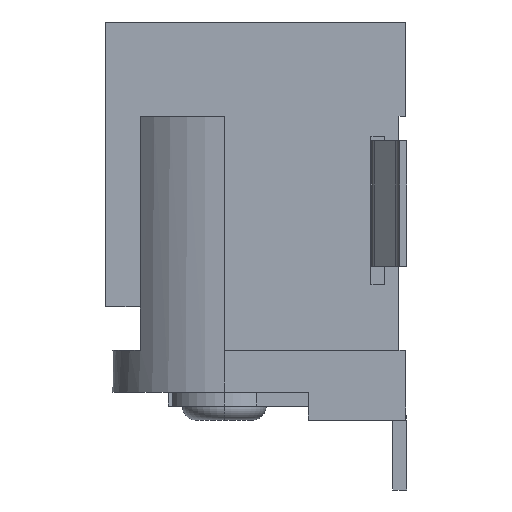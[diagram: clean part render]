
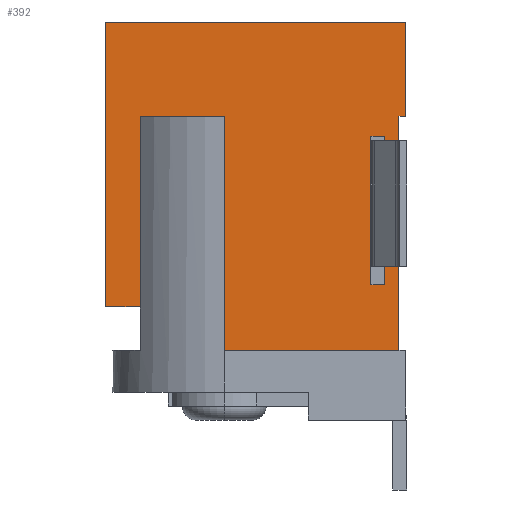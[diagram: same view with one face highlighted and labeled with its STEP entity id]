
A CAD part, left-side view. The second image highlights one B-rep face of the part: STEP entity #392.
In plain terms, the highlighted planar face has unit normal (-1, 0, 0).
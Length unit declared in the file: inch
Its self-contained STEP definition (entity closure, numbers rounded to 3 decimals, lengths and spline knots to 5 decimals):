
#32 = DIRECTION ( 'NONE',  ( 0., -1., 0. ) ) ;
#40 = VERTEX_POINT ( 'NONE', #3936 ) ;
#51 = VECTOR ( 'NONE', #1550, 39.37008 ) ;
#207 = LINE ( 'NONE', #991, #3375 ) ;
#309 = VECTOR ( 'NONE', #1543, 39.37008 ) ;
#333 = VERTEX_POINT ( 'NONE', #3983 ) ;
#338 = CARTESIAN_POINT ( 'NONE',  ( -0.175, 0.05, -0.37628 ) ) ;
#344 = CARTESIAN_POINT ( 'NONE',  ( -0.175, 0., -0.57 ) ) ;
#347 = EDGE_CURVE ( 'NONE', #2291, #1202, #425, .T. ) ;
#360 = CARTESIAN_POINT ( 'NONE',  ( -0.175, 0.43, -0.57 ) ) ;
#392 = ADVANCED_FACE ( 'NONE', ( #3287, #1659 ), #2549, .T. ) ;
#425 = LINE ( 'NONE', #344, #3183 ) ;
#430 = EDGE_CURVE ( 'NONE', #2465, #1992, #1934, .T. ) ;
#522 = VERTEX_POINT ( 'NONE', #3202 ) ;
#548 = LINE ( 'NONE', #1714, #2621 ) ;
#558 = EDGE_CURVE ( 'NONE', #333, #1894, #1588, .T. ) ;
#696 = VECTOR ( 'NONE', #1742, 39.37008 ) ;
#716 = EDGE_CURVE ( 'NONE', #1894, #3989, #3138, .T. ) ;
#729 = EDGE_CURVE ( 'NONE', #2867, #2062, #3229, .T. ) ;
#778 = VECTOR ( 'NONE', #2637, 39.37008 ) ;
#855 = ORIENTED_EDGE ( 'NONE', *, *, #347, .T. ) ;
#860 = DIRECTION ( 'NONE',  ( 0., -1., 0. ) ) ;
#889 = CARTESIAN_POINT ( 'NONE',  ( -0.175, 0.01, -0.135 ) ) ;
#973 = VECTOR ( 'NONE', #2287, 39.37008 ) ;
#991 = CARTESIAN_POINT ( 'NONE',  ( -0.175, 0., -0.135 ) ) ;
#1024 = VECTOR ( 'NONE', #3794, 39.37008 ) ;
#1128 = VERTEX_POINT ( 'NONE', #2179 ) ;
#1156 = EDGE_CURVE ( 'NONE', #522, #40, #2764, .T. ) ;
#1179 = EDGE_CURVE ( 'NONE', #3989, #2291, #207, .T. ) ;
#1196 = CARTESIAN_POINT ( 'NONE',  ( -0.175, 0.26, -0.135 ) ) ;
#1202 = VERTEX_POINT ( 'NONE', #3097 ) ;
#1253 = CARTESIAN_POINT ( 'NONE',  ( -0.175, 0.38, -0.408 ) ) ;
#1270 = VECTOR ( 'NONE', #860, 39.37008 ) ;
#1287 = EDGE_CURVE ( 'NONE', #1992, #1202, #2157, .T. ) ;
#1294 = DIRECTION ( 'NONE',  ( 0., -1., 0. ) ) ;
#1354 = CARTESIAN_POINT ( 'NONE',  ( -0.175, 0.111, -0.47 ) ) ;
#1355 = CARTESIAN_POINT ( 'NONE',  ( -0.175, 0.43, 0. ) ) ;
#1418 = EDGE_LOOP ( 'NONE', ( #1762, #2774, #3721, #2880 ) ) ;
#1437 = LINE ( 'NONE', #1792, #3471 ) ;
#1464 = AXIS2_PLACEMENT_3D ( 'NONE', #3746, #2158, #1294 ) ;
#1543 = DIRECTION ( 'NONE',  ( 0., -1., 0. ) ) ;
#1550 = DIRECTION ( 'NONE',  ( 0., -1., 0. ) ) ;
#1565 = CARTESIAN_POINT ( 'NONE',  ( -0.175, 0.01, -0.47 ) ) ;
#1573 = DIRECTION ( 'NONE',  ( 0., 0., 1. ) ) ;
#1588 = LINE ( 'NONE', #1354, #973 ) ;
#1594 = VECTOR ( 'NONE', #2747, 39.37008 ) ;
#1659 = FACE_OUTER_BOUND ( 'NONE', #3680, .T. ) ;
#1673 = LINE ( 'NONE', #3160, #2939 ) ;
#1695 = VERTEX_POINT ( 'NONE', #3982 ) ;
#1714 = CARTESIAN_POINT ( 'NONE',  ( -0.175, 0.26, -0.47 ) ) ;
#1742 = DIRECTION ( 'NONE',  ( 0., 0., 1. ) ) ;
#1762 = ORIENTED_EDGE ( 'NONE', *, *, #1156, .F. ) ;
#1763 = CARTESIAN_POINT ( 'NONE',  ( -0.175, 0.43, 0. ) ) ;
#1792 = CARTESIAN_POINT ( 'NONE',  ( -0.175, 0.05, -0.16343 ) ) ;
#1894 = VERTEX_POINT ( 'NONE', #1565 ) ;
#1934 = LINE ( 'NONE', #360, #2876 ) ;
#1992 = VERTEX_POINT ( 'NONE', #1763 ) ;
#2062 = VERTEX_POINT ( 'NONE', #2922 ) ;
#2118 = ORIENTED_EDGE ( 'NONE', *, *, #716, .T. ) ;
#2149 = LINE ( 'NONE', #1253, #51 ) ;
#2156 = EDGE_CURVE ( 'NONE', #2062, #333, #548, .T. ) ;
#2157 = LINE ( 'NONE', #1355, #1024 ) ;
#2158 = DIRECTION ( 'NONE',  ( -1., 0., 0. ) ) ;
#2179 = CARTESIAN_POINT ( 'NONE',  ( -0.175, 0.05, -0.16343 ) ) ;
#2180 = EDGE_CURVE ( 'NONE', #40, #1695, #3334, .T. ) ;
#2207 = DIRECTION ( 'NONE',  ( 0., 0., 1. ) ) ;
#2210 = LINE ( 'NONE', #3879, #778 ) ;
#2213 = CARTESIAN_POINT ( 'NONE',  ( -0.175, 0.43, -0.408 ) ) ;
#2270 = ORIENTED_EDGE ( 'NONE', *, *, #3362, .T. ) ;
#2287 = DIRECTION ( 'NONE',  ( 0., -1., 0. ) ) ;
#2291 = VERTEX_POINT ( 'NONE', #3295 ) ;
#2341 = DIRECTION ( 'NONE',  ( 0., 0., -1. ) ) ;
#2400 = DIRECTION ( 'NONE',  ( 0., 1., 0. ) ) ;
#2417 = ORIENTED_EDGE ( 'NONE', *, *, #729, .T. ) ;
#2465 = VERTEX_POINT ( 'NONE', #2213 ) ;
#2509 = ORIENTED_EDGE ( 'NONE', *, *, #2838, .T. ) ;
#2541 = ORIENTED_EDGE ( 'NONE', *, *, #430, .F. ) ;
#2549 = PLANE ( 'NONE',  #1464 ) ;
#2621 = VECTOR ( 'NONE', #2341, 39.37008 ) ;
#2637 = DIRECTION ( 'NONE',  ( 0., 0., -1. ) ) ;
#2702 = ORIENTED_EDGE ( 'NONE', *, *, #2156, .T. ) ;
#2747 = DIRECTION ( 'NONE',  ( 0., 0., 1. ) ) ;
#2764 = LINE ( 'NONE', #338, #309 ) ;
#2774 = ORIENTED_EDGE ( 'NONE', *, *, #2956, .F. ) ;
#2838 = EDGE_CURVE ( 'NONE', #3157, #2867, #1673, .T. ) ;
#2846 = CARTESIAN_POINT ( 'NONE',  ( -0.175, 0.38, -0.135 ) ) ;
#2867 = VERTEX_POINT ( 'NONE', #2846 ) ;
#2876 = VECTOR ( 'NONE', #3149, 39.37008 ) ;
#2880 = ORIENTED_EDGE ( 'NONE', *, *, #2180, .F. ) ;
#2922 = CARTESIAN_POINT ( 'NONE',  ( -0.175, 0.26, -0.135 ) ) ;
#2939 = VECTOR ( 'NONE', #1573, 39.37008 ) ;
#2956 = EDGE_CURVE ( 'NONE', #1128, #522, #2210, .T. ) ;
#2969 = ORIENTED_EDGE ( 'NONE', *, *, #558, .T. ) ;
#3097 = CARTESIAN_POINT ( 'NONE',  ( -0.175, 0., 0. ) ) ;
#3131 = CARTESIAN_POINT ( 'NONE',  ( -0.175, 0.01, -0.135 ) ) ;
#3138 = LINE ( 'NONE', #889, #1594 ) ;
#3149 = DIRECTION ( 'NONE',  ( 0., 0., 1. ) ) ;
#3157 = VERTEX_POINT ( 'NONE', #3384 ) ;
#3160 = CARTESIAN_POINT ( 'NONE',  ( -0.175, 0.38, -0.135 ) ) ;
#3183 = VECTOR ( 'NONE', #2207, 39.37008 ) ;
#3202 = CARTESIAN_POINT ( 'NONE',  ( -0.175, 0.05, -0.37628 ) ) ;
#3229 = LINE ( 'NONE', #1196, #1270 ) ;
#3287 = FACE_BOUND ( 'NONE', #1418, .T. ) ;
#3295 = CARTESIAN_POINT ( 'NONE',  ( -0.175, 0., -0.135 ) ) ;
#3334 = LINE ( 'NONE', #3598, #696 ) ;
#3337 = ORIENTED_EDGE ( 'NONE', *, *, #1287, .F. ) ;
#3362 = EDGE_CURVE ( 'NONE', #2465, #3157, #2149, .T. ) ;
#3375 = VECTOR ( 'NONE', #32, 39.37008 ) ;
#3384 = CARTESIAN_POINT ( 'NONE',  ( -0.175, 0.38, -0.408 ) ) ;
#3471 = VECTOR ( 'NONE', #2400, 39.37008 ) ;
#3501 = ORIENTED_EDGE ( 'NONE', *, *, #1179, .T. ) ;
#3598 = CARTESIAN_POINT ( 'NONE',  ( -0.175, 0.03, -0.37628 ) ) ;
#3680 = EDGE_LOOP ( 'NONE', ( #2702, #2969, #2118, #3501, #855, #3337, #2541, #2270, #2509, #2417 ) ) ;
#3721 = ORIENTED_EDGE ( 'NONE', *, *, #3777, .F. ) ;
#3746 = CARTESIAN_POINT ( 'NONE',  ( -0.175, 0.43, -0.57 ) ) ;
#3777 = EDGE_CURVE ( 'NONE', #1695, #1128, #1437, .T. ) ;
#3794 = DIRECTION ( 'NONE',  ( 0., -1., 0. ) ) ;
#3879 = CARTESIAN_POINT ( 'NONE',  ( -0.175, 0.05, -0.37628 ) ) ;
#3936 = CARTESIAN_POINT ( 'NONE',  ( -0.175, 0.03, -0.37628 ) ) ;
#3982 = CARTESIAN_POINT ( 'NONE',  ( -0.175, 0.03, -0.16343 ) ) ;
#3983 = CARTESIAN_POINT ( 'NONE',  ( -0.175, 0.26, -0.47 ) ) ;
#3989 = VERTEX_POINT ( 'NONE', #3131 ) ;
